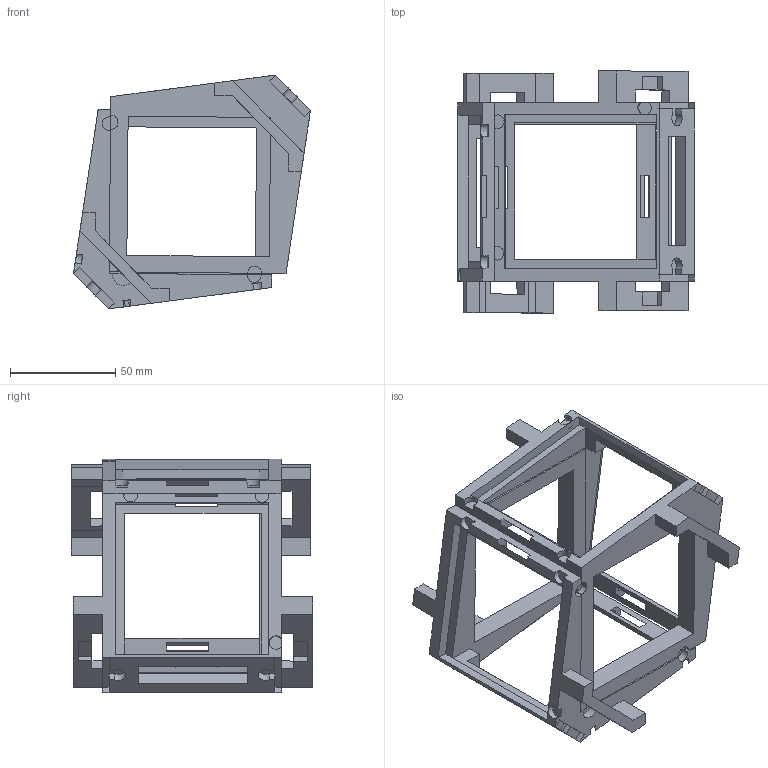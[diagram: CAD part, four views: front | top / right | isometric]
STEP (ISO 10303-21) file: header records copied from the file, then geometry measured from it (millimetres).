
FILE_DESCRIPTION(('FreeCAD Model'),'2;1');
FILE_NAME('Open CASCADE Shape Model','2025-12-19T16:45:27',(''),(''), 'Open CASCADE STEP processor 7.6','FreeCAD','Unknown');
FILE_SCHEMA(('AUTOMOTIVE_DESIGN { 1 0 10303 214 1 1 1 1 }'));
Length unit declared in the file: millimetre
Products named in the file (3): Unnamed; Up_frame_V14Left_D4_2mm_Check001; Up_frame_V14Left_D4_2mm_Check
Assembly tree (2 placements, depth 2):
  Unnamed
    Up_frame_V14Left_D4_2mm_Check001
    Up_frame_V14Left_D4_2mm_Check
Bounding box: 112.61 x 114.9 x 111.18 mm (x, y, z)
Volume: 126342.9 mm3; surface area: 64729.1 mm2
Topology: 2 solids, 2 shells, 242 faces, 776 edges, 510 vertices
Faces by surface type: plane 210, cylinder 32
Entity records: 8566 total; most frequent: ORIENTED_EDGE 1552, CARTESIAN_POINT 1531, DIRECTION 1342, EDGE_CURVE 776, LINE 700, VECTOR 700, VERTEX_POINT 510, AXIS2_PLACEMENT_3D 321
